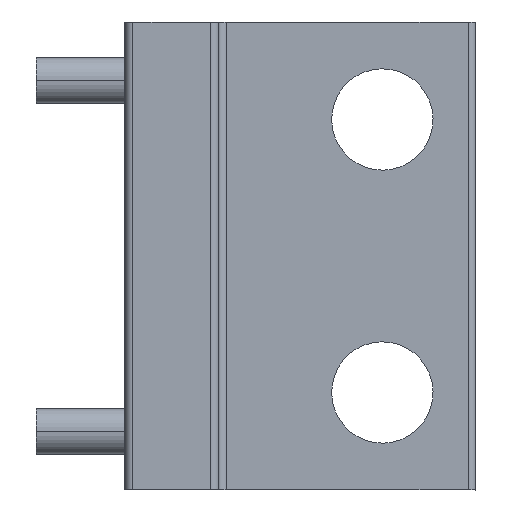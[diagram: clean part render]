
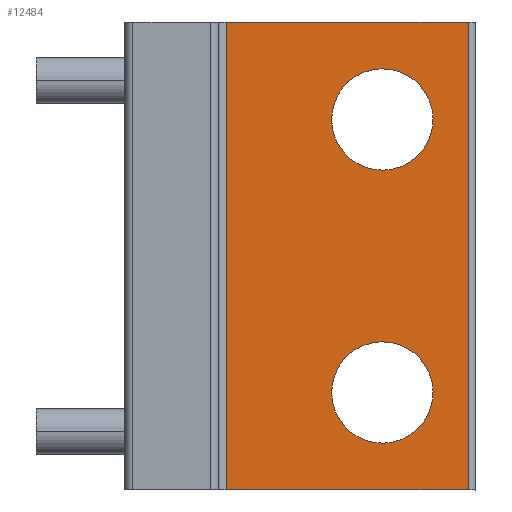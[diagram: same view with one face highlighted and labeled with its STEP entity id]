
A CAD part, left-side view. The second image highlights one B-rep face of the part: STEP entity #12484.
In plain terms, the highlighted planar face has unit normal (-1, 0, 0).
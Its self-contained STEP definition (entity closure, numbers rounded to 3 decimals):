
#12401=AXIS2_PLACEMENT_3D('Circle Axis2P3D',#12399,#12400,$) ;
#12421=AXIS2_PLACEMENT_3D('Plane Axis2P3D',#12418,#12419,#12420) ;
#12459=AXIS2_PLACEMENT_3D('Circle Axis2P3D',#12457,#12458,$) ;
#12468=AXIS2_PLACEMENT_3D('Circle Axis2P3D',#12466,#12467,$) ;
#12477=AXIS2_PLACEMENT_3D('Circle Axis2P3D',#12475,#12476,$) ;
#12396=CARTESIAN_POINT('Vertex',(-243.,-17.296,77.616)) ;
#12399=CARTESIAN_POINT('Axis2P3D Location',(-243.,-23.,74.5)) ;
#12403=CARTESIAN_POINT('Vertex',(-243.,-28.704,71.384)) ;
#12418=CARTESIAN_POINT('Axis2P3D Location',(-243.,-2.,92.)) ;
#12423=CARTESIAN_POINT('Line Origine',(-243.,-18.5,122.)) ;
#12427=CARTESIAN_POINT('Vertex',(-243.,-3.,122.)) ;
#12429=CARTESIAN_POINT('Vertex',(-243.,-34.,122.)) ;
#12432=CARTESIAN_POINT('Line Origine',(-243.,-3.,92.)) ;
#12436=CARTESIAN_POINT('Vertex',(-243.,-3.,62.)) ;
#12439=CARTESIAN_POINT('Line Origine',(-243.,-18.5,62.)) ;
#12443=CARTESIAN_POINT('Vertex',(-243.,-34.,62.)) ;
#12446=CARTESIAN_POINT('Line Origine',(-243.,-34.,92.)) ;
#12457=CARTESIAN_POINT('Axis2P3D Location',(-243.,-23.,74.5)) ;
#12466=CARTESIAN_POINT('Axis2P3D Location',(-243.,-23.,109.5)) ;
#12470=CARTESIAN_POINT('Vertex',(-243.,-28.704,106.384)) ;
#12472=CARTESIAN_POINT('Vertex',(-243.,-17.296,112.616)) ;
#12475=CARTESIAN_POINT('Axis2P3D Location',(-243.,-23.,109.5)) ;
#12400=DIRECTION('Axis2P3D Direction',(1.,0.,0.)) ;
#12419=DIRECTION('Axis2P3D Direction',(-1.,0.,0.)) ;
#12420=DIRECTION('Axis2P3D XDirection',(0.,-1.,0.)) ;
#12424=DIRECTION('Vector Direction',(0.,-1.,0.)) ;
#12433=DIRECTION('Vector Direction',(0.,0.,1.)) ;
#12440=DIRECTION('Vector Direction',(0.,-1.,0.)) ;
#12447=DIRECTION('Vector Direction',(0.,0.,1.)) ;
#12458=DIRECTION('Axis2P3D Direction',(-1.,0.,0.)) ;
#12467=DIRECTION('Axis2P3D Direction',(-1.,0.,0.)) ;
#12476=DIRECTION('Axis2P3D Direction',(-1.,0.,0.)) ;
#12425=VECTOR('Line Direction',#12424,1.) ;
#12434=VECTOR('Line Direction',#12433,1.) ;
#12441=VECTOR('Line Direction',#12440,1.) ;
#12448=VECTOR('Line Direction',#12447,1.) ;
#12452=ORIENTED_EDGE('',*,*,#12431,.F.) ;
#12453=ORIENTED_EDGE('',*,*,#12438,.T.) ;
#12454=ORIENTED_EDGE('',*,*,#12445,.T.) ;
#12455=ORIENTED_EDGE('',*,*,#12450,.T.) ;
#12463=ORIENTED_EDGE('',*,*,#12461,.F.) ;
#12464=ORIENTED_EDGE('',*,*,#12405,.F.) ;
#12481=ORIENTED_EDGE('',*,*,#12474,.F.) ;
#12482=ORIENTED_EDGE('',*,*,#12479,.F.) ;
#12465=FACE_BOUND('',#12462,.T.) ;
#12483=FACE_BOUND('',#12480,.T.) ;
#12484=ADVANCED_FACE('RB0346001_1PA_001_05_N1_2500_FP_TERMINAL.8\\PartBody',(#12456,#12465,#12483),#12422,.T.) ;
#12402=CIRCLE('generated circle',#12401,6.5) ;
#12460=CIRCLE('generated circle',#12459,6.5) ;
#12469=CIRCLE('generated circle',#12468,6.5) ;
#12478=CIRCLE('generated circle',#12477,6.5) ;
#12405=EDGE_CURVE('',#12397,#12404,#12402,.F.) ;
#12431=EDGE_CURVE('',#12428,#12430,#12426,.T.) ;
#12438=EDGE_CURVE('',#12428,#12437,#12435,.F.) ;
#12445=EDGE_CURVE('',#12437,#12444,#12442,.T.) ;
#12450=EDGE_CURVE('',#12444,#12430,#12449,.T.) ;
#12461=EDGE_CURVE('',#12404,#12397,#12460,.T.) ;
#12474=EDGE_CURVE('',#12471,#12473,#12469,.T.) ;
#12479=EDGE_CURVE('',#12473,#12471,#12478,.T.) ;
#12451=EDGE_LOOP('',(#12452,#12453,#12454,#12455)) ;
#12462=EDGE_LOOP('',(#12463,#12464)) ;
#12480=EDGE_LOOP('',(#12481,#12482)) ;
#12456=FACE_OUTER_BOUND('',#12451,.T.) ;
#12426=LINE('Line',#12423,#12425) ;
#12435=LINE('Line',#12432,#12434) ;
#12442=LINE('Line',#12439,#12441) ;
#12449=LINE('Line',#12446,#12448) ;
#12422=PLANE('',#12421) ;
#12397=VERTEX_POINT('',#12396) ;
#12404=VERTEX_POINT('',#12403) ;
#12428=VERTEX_POINT('',#12427) ;
#12430=VERTEX_POINT('',#12429) ;
#12437=VERTEX_POINT('',#12436) ;
#12444=VERTEX_POINT('',#12443) ;
#12471=VERTEX_POINT('',#12470) ;
#12473=VERTEX_POINT('',#12472) ;
